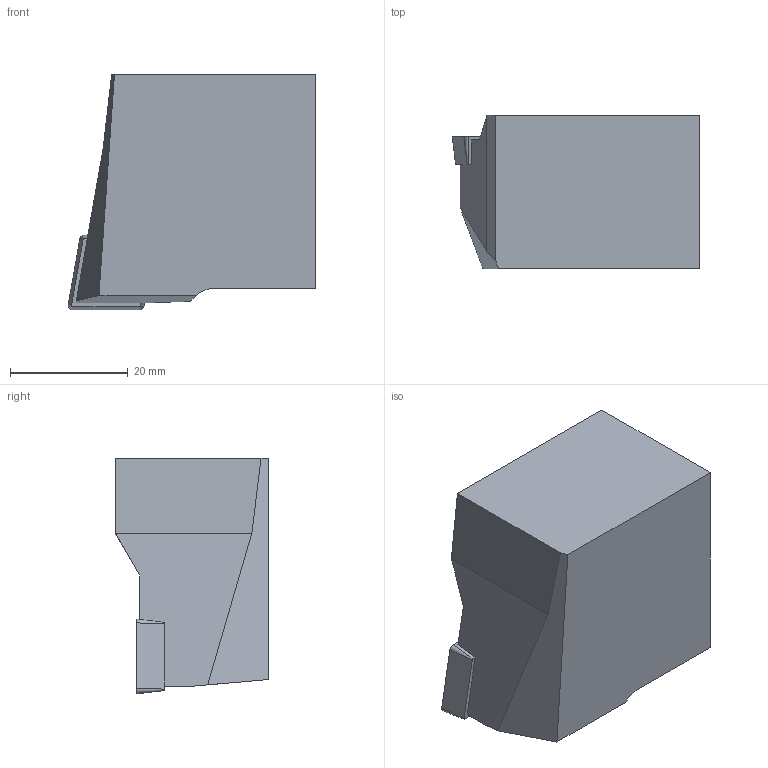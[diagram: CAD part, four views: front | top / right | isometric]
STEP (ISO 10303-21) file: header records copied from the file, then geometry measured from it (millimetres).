
FILE_DESCRIPTION(/* description */ (''),/* implementation_level */ '2;1');
FILE_NAME(/* name */ '1545061084325.stp',/* time_stamp */ '2018-12-17T16:38:20+01:00',/* author */ (''),/* organization */ ('SMS'),/* preprocessor_version */ 'ST-DEVELOPER v15',/* originating_system */ 'SIEMENS PLM Software NX 8.5',/* authorisation */ '');
FILE_SCHEMA (('AUTOMOTIVE_DESIGN { 1 0 10303 214 3 1 1 1 }'));
Length unit declared in the file: millimetre
Products named in the file (4): 201992388mod000_00; ASSEMBLY_CONSTRUCTION; IsoTurningInsert; 111169296mod000_01
Assembly tree (3 placements, depth 2):
  111169296mod000_01
    IsoTurningInsert
    ASSEMBLY_CONSTRUCTION
    201992388mod000_00
Bounding box: 42 x 26 x 40 mm (x, y, z)
Volume: 32750.7 mm3; surface area: 6982.9 mm2
Topology: 2 solids, 2 shells, 37 faces, 95 edges, 69 vertices
Faces by surface type: plane 23, cone 6, torus 4, cylinder 4
Full cylindrical faces by diameter (mm): 5.5 x2
Entity records: 1285 total; most frequent: CARTESIAN_POINT 254, DIRECTION 198, ORIENTED_EDGE 164, EDGE_CURVE 82, AXIS2_PLACEMENT_3D 70, LINE 58, VECTOR 58, VERTEX_POINT 58
